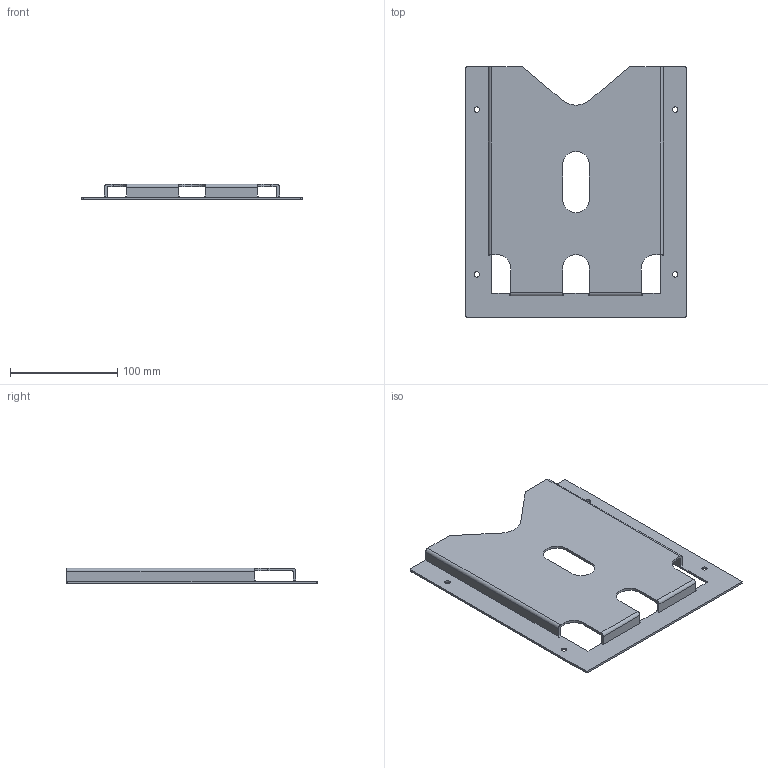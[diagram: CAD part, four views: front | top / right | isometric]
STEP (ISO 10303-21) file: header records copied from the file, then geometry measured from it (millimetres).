
FILE_DESCRIPTION (( 'STEP AP203' ), '1' );
FILE_NAME ('C-26-C-A5.STEP', '2015-08-28T07:28:15', ( '' ), ( '' ), 'SwSTEP 2.0', 'SolidWorks 2012', '' );
FILE_SCHEMA (( 'CONFIG_CONTROL_DESIGN' ));
Length unit declared in the file: millimetre
Products named in the file (1): C-26-C-A5
Bounding box: 205 x 233.5 x 14.5 mm (x, y, z)
Volume: 112188.8 mm3; surface area: 98315.9 mm2
Topology: 1 solids, 1 shells, 71 faces, 221 edges, 146 vertices
Faces by surface type: cylinder 37, plane 32, torus 2
Entity records: 2588 total; most frequent: ORIENTED_EDGE 442, DIRECTION 441, CARTESIAN_POINT 439, EDGE_CURVE 221, AXIS2_PLACEMENT_3D 148, VERTEX_POINT 146, VECTOR 145, LINE 145
